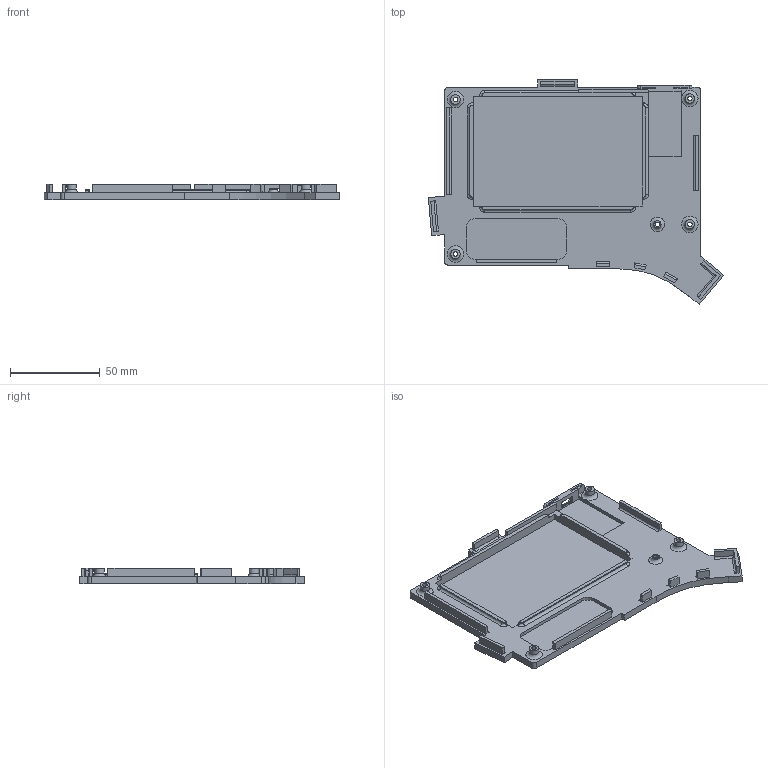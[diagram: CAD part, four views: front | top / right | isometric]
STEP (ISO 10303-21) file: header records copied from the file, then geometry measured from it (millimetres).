
FILE_DESCRIPTION(/* description */ ('STEP AP242','CAx-IF Rec.Pracs.---Representation and Presentation of Product Manufacturing Information (PMI)---4.0---2014-10-13','CAx-IF Rec.Pracs.---3D Tessellated Geometry---0.4---2014-09-14','2;1'),/* implementation_level */ '2;1');
FILE_NAME(/* name */ '675eac5f4c94216ceede1127',/* time_stamp */ '2024-12-15T10:16:00Z',/* author */ (''),/* organization */ (''),/* preprocessor_version */ 'ST-DEVELOPER v20',/* originating_system */ 'ONSHAPE BY PTC INC, 1.191',/* authorisation */ ' ');
FILE_SCHEMA (('AP242_MANAGED_MODEL_BASED_3D_ENGINEERING_MIM_LF { 1 0 10303 442 1 1 4 }'));
Length unit declared in the file: metre
Products named in the file (1): Part bottom plate left
Bounding box: 164.36 x 125.23 x 8.8 mm (x, y, z)
Volume: 39290.6 mm3; surface area: 38245.2 mm2
Topology: 1 solids, 1 shells, 263 faces, 682 edges, 444 vertices
Faces by surface type: plane 154, cylinder 82, torus 21, bspline 6
Full cylindrical faces by diameter (mm): 2.5 x5, 4 x5, 5.2 x4
Entity records: 7975 total; most frequent: CARTESIAN_POINT 1504, DIRECTION 1337, ORIENTED_EDGE 1310, EDGE_CURVE 655, LINE 451, VECTOR 451, AXIS2_PLACEMENT_3D 443, VERTEX_POINT 436
